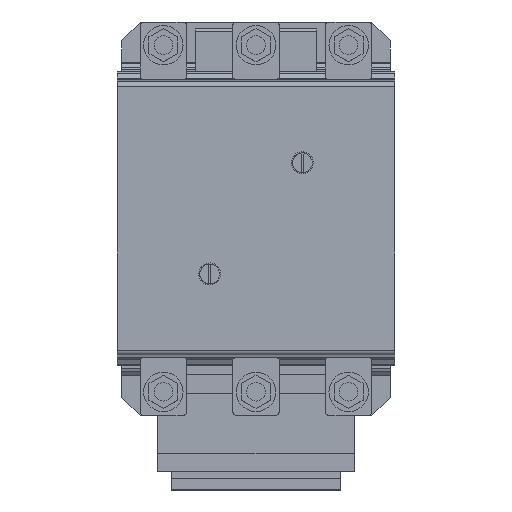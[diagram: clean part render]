
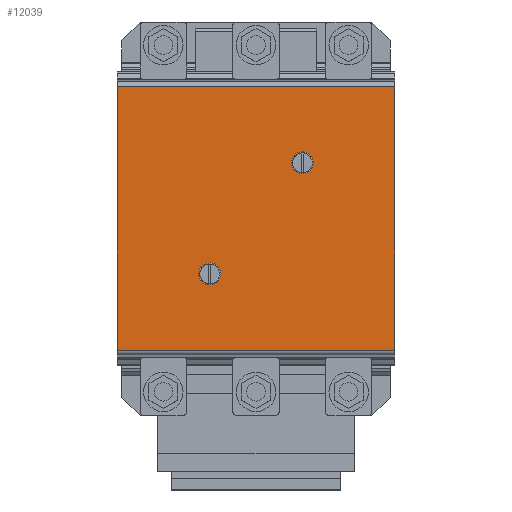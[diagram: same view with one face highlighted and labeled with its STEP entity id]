
A CAD part, top view. The second image highlights one B-rep face of the part: STEP entity #12039.
In plain terms, the highlighted planar face has unit normal (0, 0, 1).
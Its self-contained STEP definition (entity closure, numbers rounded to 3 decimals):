
#11220=CARTESIAN_POINT('',(39.665,-28.737,177.701));
#11221=VERTEX_POINT('',#11220);
#11230=CARTESIAN_POINT('',(44.738,-24.335,177.701));
#11231=VERTEX_POINT('',#11230);
#11232=CARTESIAN_POINT('',(40.,-23.999,177.701));
#11233=DIRECTION('',(0.0,0.0,-1.0));
#11234=DIRECTION('',(-0.071,-0.998,0.0));
#11235=AXIS2_PLACEMENT_3D('',#11232,#11233,#11234);
#11236=CIRCLE('',#11235,4.75);
#11237=EDGE_CURVE('',#11231,#11221,#11236,.T.);
#11239=CARTESIAN_POINT('',(40.335,-19.262,177.701));
#11240=VERTEX_POINT('',#11239);
#11241=CARTESIAN_POINT('',(40.,-23.999,177.701));
#11242=DIRECTION('',(0.0,0.0,-1.0));
#11243=DIRECTION('',(-0.071,-0.998,0.0));
#11244=AXIS2_PLACEMENT_3D('',#11241,#11242,#11243);
#11245=CIRCLE('',#11244,4.75);
#11246=EDGE_CURVE('',#11240,#11231,#11245,.T.);
#11365=CARTESIAN_POINT('',(79.665,19.262,177.701));
#11366=VERTEX_POINT('',#11365);
#11375=CARTESIAN_POINT('',(84.738,23.665,177.701));
#11376=VERTEX_POINT('',#11375);
#11377=CARTESIAN_POINT('',(80.,24.,177.701));
#11378=DIRECTION('',(0.0,0.0,-1.0));
#11379=DIRECTION('',(-0.071,-0.998,0.0));
#11380=AXIS2_PLACEMENT_3D('',#11377,#11378,#11379);
#11381=CIRCLE('',#11380,4.75);
#11382=EDGE_CURVE('',#11376,#11366,#11381,.T.);
#11384=CARTESIAN_POINT('',(80.335,28.739,177.701));
#11385=VERTEX_POINT('',#11384);
#11386=CARTESIAN_POINT('',(80.,24.,177.701));
#11387=DIRECTION('',(0.0,0.0,-1.0));
#11388=DIRECTION('',(-0.071,-0.998,0.0));
#11389=AXIS2_PLACEMENT_3D('',#11386,#11387,#11388);
#11390=CIRCLE('',#11389,4.75);
#11391=EDGE_CURVE('',#11385,#11376,#11390,.T.);
#11434=CARTESIAN_POINT('',(80.,24.,177.701));
#11435=DIRECTION('',(0.0,0.0,-1.0));
#11436=DIRECTION('',(-0.071,-0.998,0.0));
#11437=AXIS2_PLACEMENT_3D('',#11434,#11435,#11436);
#11438=CIRCLE('',#11437,4.75);
#11439=EDGE_CURVE('',#11366,#11385,#11438,.T.);
#11610=CARTESIAN_POINT('',(40.,-23.999,177.701));
#11611=DIRECTION('',(0.0,0.0,-1.0));
#11612=DIRECTION('',(-0.071,-0.998,0.0));
#11613=AXIS2_PLACEMENT_3D('',#11610,#11611,#11612);
#11614=CIRCLE('',#11613,4.75);
#11615=EDGE_CURVE('',#11221,#11240,#11614,.T.);
#11777=CARTESIAN_POINT('',(120.,56.978,177.701));
#11778=VERTEX_POINT('',#11777);
#11779=CARTESIAN_POINT('',(120.,-56.978,177.701));
#11780=VERTEX_POINT('',#11779);
#11781=CARTESIAN_POINT('',(120.,56.978,177.701));
#11782=DIRECTION('',(0.0,-1.0,0.0));
#11783=VECTOR('',#11782,113.956);
#11784=LINE('',#11781,#11783);
#11785=EDGE_CURVE('',#11778,#11780,#11784,.T.);
#11987=CARTESIAN_POINT('',(0.0,-56.978,177.701));
#11988=VERTEX_POINT('',#11987);
#11989=CARTESIAN_POINT('',(120.,-56.978,177.701));
#11990=DIRECTION('',(-1.0,0.0,0.0));
#11991=VECTOR('',#11990,120.);
#11992=LINE('',#11989,#11991);
#11993=EDGE_CURVE('',#11780,#11988,#11992,.T.);
#12006=CARTESIAN_POINT('',(150.,56.978,177.701));
#12007=DIRECTION('',(0.0,0.0,1.0));
#12008=DIRECTION('',(1.0,0.0,0.0));
#12009=AXIS2_PLACEMENT_3D('',#12006,#12007,#12008);
#12010=PLANE('',#12009);
#12011=ORIENTED_EDGE('',*,*,#11785,.F.);
#12012=CARTESIAN_POINT('',(0.0,56.978,177.701));
#12013=VERTEX_POINT('',#12012);
#12014=CARTESIAN_POINT('',(120.,56.978,177.701));
#12015=DIRECTION('',(-1.0,0.0,0.0));
#12016=VECTOR('',#12015,120.);
#12017=LINE('',#12014,#12016);
#12018=EDGE_CURVE('',#11778,#12013,#12017,.T.);
#12019=ORIENTED_EDGE('',*,*,#12018,.T.);
#12020=CARTESIAN_POINT('',(0.0,56.978,177.701));
#12021=DIRECTION('',(0.0,-1.0,0.0));
#12022=VECTOR('',#12021,113.956);
#12023=LINE('',#12020,#12022);
#12024=EDGE_CURVE('',#12013,#11988,#12023,.T.);
#12025=ORIENTED_EDGE('',*,*,#12024,.T.);
#12026=ORIENTED_EDGE('',*,*,#11993,.F.);
#12027=EDGE_LOOP('',(#12011,#12019,#12025,#12026));
#12028=FACE_OUTER_BOUND('',#12027,.T.);
#12029=ORIENTED_EDGE('',*,*,#11382,.T.);
#12030=ORIENTED_EDGE('',*,*,#11439,.T.);
#12031=ORIENTED_EDGE('',*,*,#11391,.T.);
#12032=EDGE_LOOP('',(#12029,#12030,#12031));
#12033=FACE_BOUND('',#12032,.T.);
#12034=ORIENTED_EDGE('',*,*,#11237,.T.);
#12035=ORIENTED_EDGE('',*,*,#11615,.T.);
#12036=ORIENTED_EDGE('',*,*,#11246,.T.);
#12037=EDGE_LOOP('',(#12034,#12035,#12036));
#12038=FACE_BOUND('',#12037,.T.);
#12039=ADVANCED_FACE('',(#12028,#12033,#12038),#12010,.T.);
